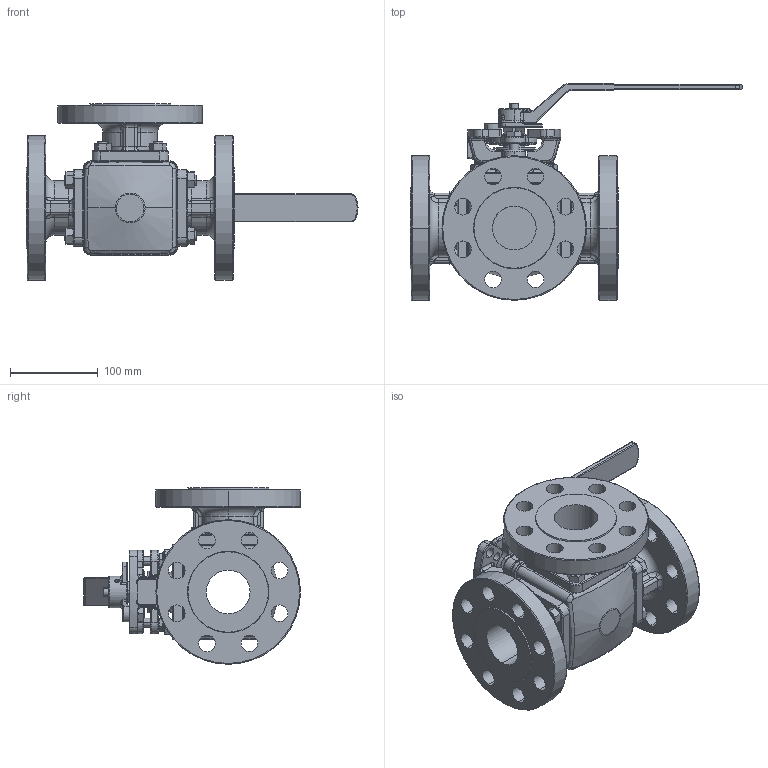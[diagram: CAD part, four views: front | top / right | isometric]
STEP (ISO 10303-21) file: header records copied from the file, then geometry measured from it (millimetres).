
FILE_DESCRIPTION (( 'STEP AP214' ), '1' );
FILE_NAME ('31-F3-0200-XXX.step', '2019-08-21T18:10:45', ( '' ), ( '' ), 'SwSTEP 2.0', 'SolidWorks 2019', '' );
FILE_SCHEMA (( 'AUTOMOTIVE_DESIGN' ));
Length unit declared in the file: inch
Products named in the file (2): 31-F3-0200-XXX
Bounding box: 379 x 247.72 x 201.55 mm (x, y, z)
Surface area: 383326.3 mm2 (no closed solid volume)
Topology: 0 solids, 48 shells, 1101 faces, 3114 edges, 1970 vertices
Faces by surface type: cylinder 405, bspline 271, plane 270, cone 86, torus 69
Entity records: 61602 total; most frequent: CARTESIAN_POINT 20754, DIRECTION 5437, ORIENTED_EDGE 5316, EDGE_CURVE 3093, AXIS2_PLACEMENT_3D 2236, VERTEX_POINT 1970, CIRCLE 1404, EDGE_LOOP 1250
